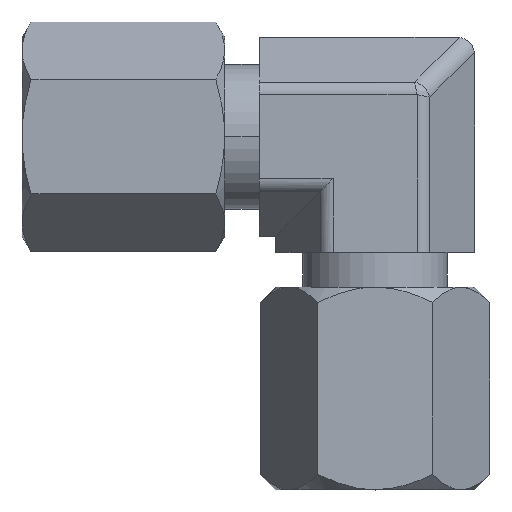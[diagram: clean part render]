
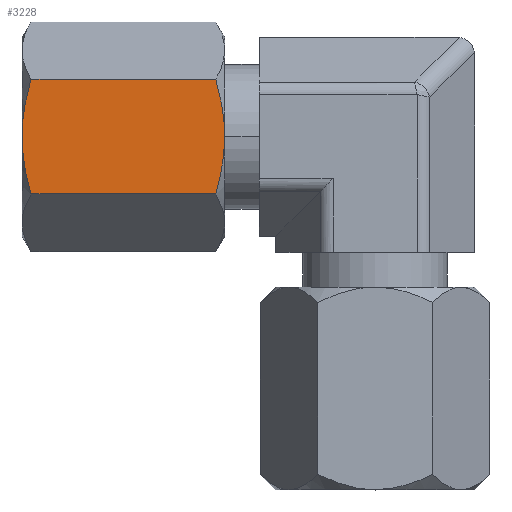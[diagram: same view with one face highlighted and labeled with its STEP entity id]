
A CAD part, top view. The second image highlights one B-rep face of the part: STEP entity #3228.
In plain terms, the highlighted planar face has unit normal (0, 0, 1).
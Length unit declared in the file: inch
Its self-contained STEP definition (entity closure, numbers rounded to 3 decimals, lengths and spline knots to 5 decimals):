
#1473=CARTESIAN_POINT('',(-0.78932,0.19832,0.3435));
#1474=CARTESIAN_POINT('',(-0.79336,0.18433,0.3435));
#1475=CARTESIAN_POINT('',(-0.80066,0.15679,0.3435));
#1476=CARTESIAN_POINT('',(-0.80913,0.11723,
0.3435));
#1477=CARTESIAN_POINT('',(-0.81534,0.07809,
0.3435));
#1478=CARTESIAN_POINT('',(-0.81914,0.03908,
0.3435));
#1479=CARTESIAN_POINT('',(-0.82,0.01303,
0.3435));
#1480=CARTESIAN_POINT('',(-0.82,0.,
0.3435));
#1485=CARTESIAN_POINT('',(-0.15068,0.19832,0.3435));
#1486=CARTESIAN_POINT('',(-0.14664,0.18433,0.3435));
#1487=CARTESIAN_POINT('',(-0.13934,0.15679,0.3435));
#1488=CARTESIAN_POINT('',(-0.13087,0.11723,
0.3435));
#1489=CARTESIAN_POINT('',(-0.12466,0.07809,
0.3435));
#1490=CARTESIAN_POINT('',(-0.12086,0.03908,
0.3435));
#1491=CARTESIAN_POINT('',(-0.12,0.01303,
0.3435));
#1492=CARTESIAN_POINT('',(-0.12,0.,
0.3435));
#1497=CARTESIAN_POINT('',(-0.12,0.,
0.3435));
#1498=CARTESIAN_POINT('',(-0.12,-0.01312,
0.3435));
#1499=CARTESIAN_POINT('',(-0.12087,-0.03932,
0.3435));
#1500=CARTESIAN_POINT('',(-0.12471,-0.07851,
0.3435));
#1501=CARTESIAN_POINT('',(-0.13096,-0.1177,
0.3435));
#1502=CARTESIAN_POINT('',(-0.13944,-0.15717,0.3435));
#1503=CARTESIAN_POINT('',(-0.14669,-0.18448,0.3435));
#1504=CARTESIAN_POINT('',(-0.15068,-0.19832,0.3435));
#1509=DIRECTION('',(-1.,0.,0.));
#1510=VECTOR('',#1509,0.63864);
#1511=CARTESIAN_POINT('',(-0.15068,-0.19832,0.3435));
#1512=LINE('',#1511,#1510);
#1516=CARTESIAN_POINT('',(-0.82,0.,
0.3435));
#1517=CARTESIAN_POINT('',(-0.82,-0.01312,
0.3435));
#1518=CARTESIAN_POINT('',(-0.81913,-0.03932,
0.3435));
#1519=CARTESIAN_POINT('',(-0.81529,-0.07851,
0.3435));
#1520=CARTESIAN_POINT('',(-0.80904,-0.1177,
0.3435));
#1521=CARTESIAN_POINT('',(-0.80056,-0.15717,0.3435));
#1522=CARTESIAN_POINT('',(-0.79331,-0.18448,0.3435));
#1523=CARTESIAN_POINT('',(-0.78932,-0.19832,0.3435));
#1561=DIRECTION('',(-1.,0.,0.));
#1562=VECTOR('',#1561,0.63864);
#1563=CARTESIAN_POINT('',(-0.15068,0.19832,0.3435));
#1564=LINE('',#1563,#1562);
#1708=CARTESIAN_POINT('',(-0.78932,-0.19832,0.3435));
#1719=CARTESIAN_POINT('',(-0.15068,-0.19832,0.3435));
#1912=CARTESIAN_POINT('',(-0.12,0.,0.3435));
#1913=VERTEX_POINT('',#1912);
#1924=CARTESIAN_POINT('',(-0.82,0.,0.3435));
#1925=VERTEX_POINT('',#1924);
#1934=VERTEX_POINT('',#1708);
#1935=VERTEX_POINT('',#1719);
#1936=VERTEX_POINT('',#1473);
#1937=VERTEX_POINT('',#1485);
#3211=CARTESIAN_POINT('',(-0.12,-0.19832,0.3435));
#3212=DIRECTION('',(0.,0.,1.));
#3213=DIRECTION('',(0.,1.,0.));
#3214=AXIS2_PLACEMENT_3D('',#3211,#3212,#3213);
#3215=PLANE('',#3214);
#3216=ORIENTED_EDGE('',*,*,#3148,.F.);
#3218=ORIENTED_EDGE('',*,*,#3217,.F.);
#3220=ORIENTED_EDGE('',*,*,#3219,.T.);
#3222=ORIENTED_EDGE('',*,*,#3221,.T.);
#3224=ORIENTED_EDGE('',*,*,#3223,.T.);
#3225=ORIENTED_EDGE('',*,*,#3178,.F.);
#3226=EDGE_LOOP('',(#3216,#3218,#3220,#3222,#3224,#3225));
#3227=FACE_OUTER_BOUND('',#3226,.F.);
#1481=B_SPLINE_CURVE_WITH_KNOTS('',3,(#1473,#1474,#1475,#1476,#1477,#1478,#1479,
#1480),.UNSPECIFIED.,.F.,.F.,(4,1,1,1,1,4),(0.,0.2,0.4,0.6,0.8,1.),
.UNSPECIFIED.);
#1493=B_SPLINE_CURVE_WITH_KNOTS('',3,(#1485,#1486,#1487,#1488,#1489,#1490,#1491,
#1492),.UNSPECIFIED.,.F.,.F.,(4,1,1,1,1,4),(0.,0.2,0.4,0.6,0.8,1.),
.UNSPECIFIED.);
#1505=B_SPLINE_CURVE_WITH_KNOTS('',3,(#1497,#1498,#1499,#1500,#1501,#1502,#1503,
#1504),.UNSPECIFIED.,.F.,.F.,(4,1,1,1,1,4),(0.,0.2,0.4,0.6,0.8,1.),
.UNSPECIFIED.);
#1524=B_SPLINE_CURVE_WITH_KNOTS('',3,(#1516,#1517,#1518,#1519,#1520,#1521,#1522,
#1523),.UNSPECIFIED.,.F.,.F.,(4,1,1,1,1,4),(0.,0.2,0.4,0.6,0.8,1.),
.UNSPECIFIED.);
#3148=EDGE_CURVE('',#1936,#1925,#1481,.T.);
#3178=EDGE_CURVE('',#1925,#1934,#1524,.T.);
#3217=EDGE_CURVE('',#1937,#1936,#1564,.T.);
#3219=EDGE_CURVE('',#1937,#1913,#1493,.T.);
#3221=EDGE_CURVE('',#1913,#1935,#1505,.T.);
#3223=EDGE_CURVE('',#1935,#1934,#1512,.T.);
#3228=ADVANCED_FACE('',(#3227),#3215,.T.);
